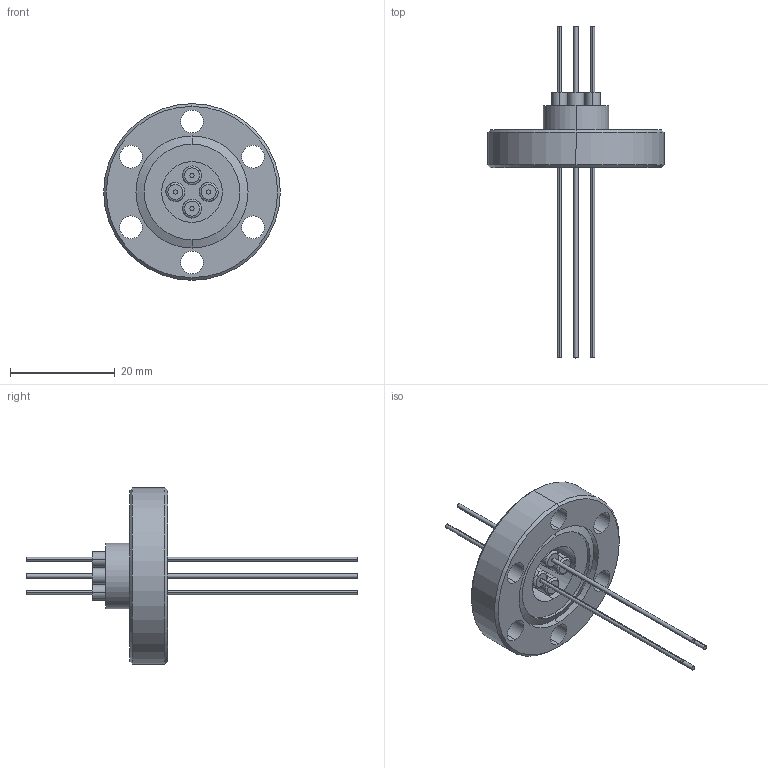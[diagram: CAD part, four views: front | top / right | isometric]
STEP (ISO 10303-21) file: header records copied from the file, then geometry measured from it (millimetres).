
FILE_DESCRIPTION (( 'STEP AP203' ), '1' );
FILE_NAME ('A0497-3-CF.STEP', '2013-05-13T11:56:16', ( '' ), ( '' ), 'SwSTEP 2.0', 'SolidWorks 2012', '' );
FILE_SCHEMA (( 'CONFIG_CONTROL_DESIGN' ));
Length unit declared in the file: inch
Products named in the file (1): A0497-3-CF
Bounding box: 33.78 x 63.5 x 33.78 mm (x, y, z)
Volume: 5405.8 mm3; surface area: 4717.5 mm2
Topology: 1 solids, 5 shells, 145 faces, 312 edges, 196 vertices
Faces by surface type: cylinder 86, plane 29, cone 22, bspline 8
Entity records: 4193 total; most frequent: CARTESIAN_POINT 798, DIRECTION 776, ORIENTED_EDGE 624, AXIS2_PLACEMENT_3D 334, EDGE_CURVE 312, CIRCLE 196, VERTEX_POINT 196, EDGE_LOOP 184
